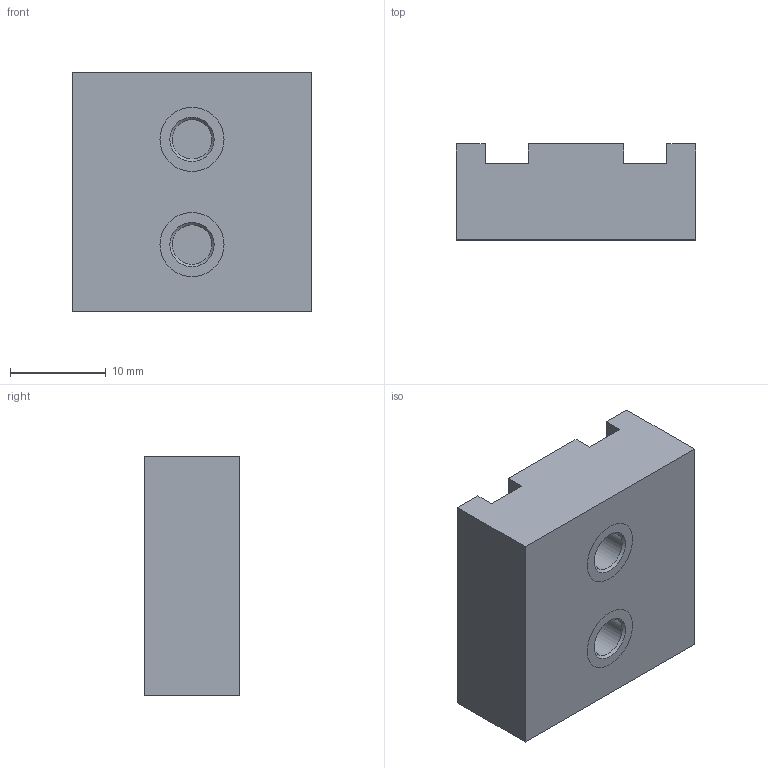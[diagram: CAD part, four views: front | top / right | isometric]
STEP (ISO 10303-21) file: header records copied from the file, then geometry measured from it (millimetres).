
FILE_DESCRIPTION(/* description */ (''),/* implementation_level */ '2;1');
FILE_NAME(/* name */ 'E_3_01_12_19_00_WKZ-0040.stp',/* time_stamp */ '2024-06-07T13:30:41+02:00',/* author */ ('DFischer'),/* organization */ (''),/* preprocessor_version */ 'ST-DEVELOPER v18.1',/* originating_system */ 'Autodesk Inventor 2021',/* authorisation */ '');
FILE_SCHEMA (('AUTOMOTIVE_DESIGN { 1 0 10303 214 3 1 1 }'));
Length unit declared in the file: millimetre
Products named in the file (3): WKZ-0040; WKZ-0040-01; WKZ-0040-02
Assembly tree (3 placements, depth 2):
  WKZ-0040
    WKZ-0040-01
    WKZ-0040-02  x2
Bounding box: 25 x 10 x 25 mm (x, y, z)
Volume: 5595.7 mm3; surface area: 3314 mm2
Topology: 3 solids, 3 shells, 32 faces, 68 edges, 44 vertices
Faces by surface type: plane 20, cylinder 6, cone 6
Full cylindrical faces by diameter (mm): 4.134 x2, 6.7 x4
Entity records: 819 total; most frequent: DIRECTION 129, CARTESIAN_POINT 122, ORIENTED_EDGE 110, EDGE_CURVE 55, LINE 43, VECTOR 43, AXIS2_PLACEMENT_3D 43, VERTEX_POINT 36
